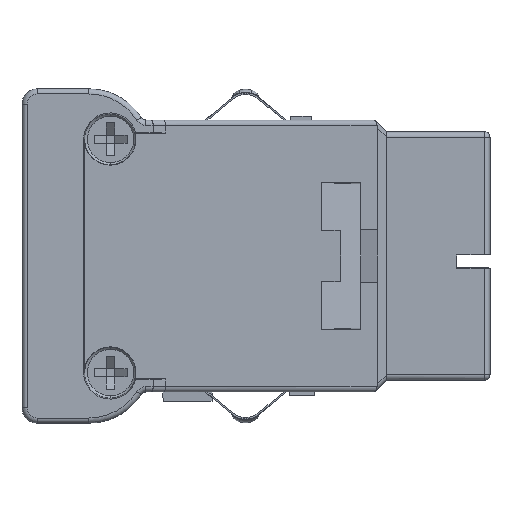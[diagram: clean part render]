
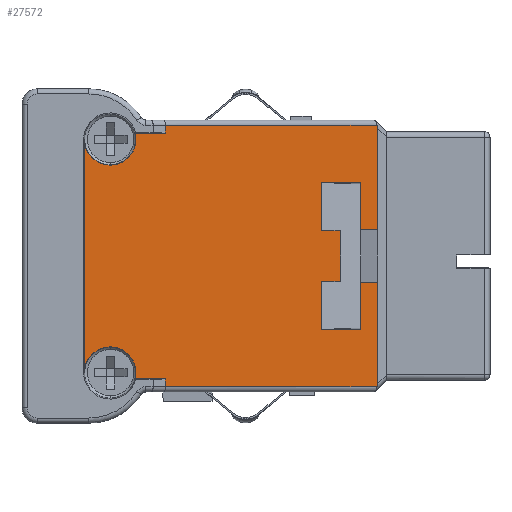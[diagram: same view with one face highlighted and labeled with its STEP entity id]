
A CAD part, left-side view. The second image highlights one B-rep face of the part: STEP entity #27572.
In plain terms, the highlighted planar face has unit normal (-1, 0, 0).
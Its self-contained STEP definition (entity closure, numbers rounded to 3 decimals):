
#6257=CARTESIAN_POINT('',(-5.65,15.74,-12.825));
#6258=CARTESIAN_POINT('',(-5.65,15.709,
-12.729));
#6259=CARTESIAN_POINT('',(-5.65,15.69,-12.631));
#6260=CARTESIAN_POINT('',(-5.65,15.69,-12.53));
#6284=DIRECTION('',(0.,-1.,0.));
#6285=VECTOR('',#6284,20.5);
#6286=CARTESIAN_POINT('',(-5.65,36.24,-12.825));
#6287=LINE('',#6286,#6285);
#6470=DIRECTION('',(0.,0.,1.));
#6471=VECTOR('',#6470,22.6);
#6472=CARTESIAN_POINT('',(-5.65,44.1,-11.45));
#6473=LINE('',#6472,#6471);
#6477=CARTESIAN_POINT('',(-5.65,41.6,11.15));
#6478=DIRECTION('',(-1.,0.,0.));
#6479=DIRECTION('',(0.,1.,0.));
#6480=AXIS2_PLACEMENT_3D('',#6477,#6478,#6479);
#6485=CARTESIAN_POINT('',(-5.65,41.6,11.15));
#6486=DIRECTION('',(-1.,0.,0.));
#6487=DIRECTION('',(0.,0.,-1.));
#6488=AXIS2_PLACEMENT_3D('',#6485,#6486,#6487);
#6493=DIRECTION('',(0.,1.,0.));
#6494=VECTOR('',#6493,1.65);
#6495=CARTESIAN_POINT('',(-5.65,15.69,2.411));
#6496=LINE('',#6495,#6494);
#6500=DIRECTION('',(0.,0.,1.));
#6501=VECTOR('',#6500,4.55);
#6502=CARTESIAN_POINT('',(-5.65,17.34,2.411));
#6503=LINE('',#6502,#6501);
#6507=DIRECTION('',(0.,1.,0.));
#6508=VECTOR('',#6507,3.8);
#6509=CARTESIAN_POINT('',(-5.65,17.34,6.961));
#6510=LINE('',#6509,#6508);
#6514=DIRECTION('',(0.,-1.,0.));
#6515=VECTOR('',#6514,3.8);
#6516=CARTESIAN_POINT('',(-5.65,21.14,-7.261));
#6517=LINE('',#6516,#6515);
#6521=DIRECTION('',(0.,0.,1.));
#6522=VECTOR('',#6521,4.55);
#6523=CARTESIAN_POINT('',(-5.65,17.34,-7.261));
#6524=LINE('',#6523,#6522);
#6528=CARTESIAN_POINT('',(-5.65,41.6,-11.45));
#6529=DIRECTION('',(-1.,0.,0.));
#6530=DIRECTION('',(0.,-0.971,-0.24));
#6531=AXIS2_PLACEMENT_3D('',#6528,#6529,#6530);
#6536=CARTESIAN_POINT('',(-5.65,41.6,-11.45));
#6537=DIRECTION('',(-1.,0.,0.));
#6538=DIRECTION('',(0.,0.,1.));
#6539=AXIS2_PLACEMENT_3D('',#6536,#6537,#6538);
#10671=DIRECTION('',(0.,0.,1.));
#10672=VECTOR('',#10671,9.819);
#10673=CARTESIAN_POINT('',(-5.65,15.69,-12.53));
#10674=LINE('',#10673,#10672);
#10685=DIRECTION('',(0.,0.,1.));
#10686=VECTOR('',#10685,9.819);
#10687=CARTESIAN_POINT('',(-5.65,15.69,2.411));
#10688=LINE('',#10687,#10686);
#10762=DIRECTION('',(0.,0.,1.));
#10763=VECTOR('',#10762,4.672);
#10764=CARTESIAN_POINT('',(-5.65,21.14,2.289));
#10765=LINE('',#10764,#10763);
#10783=DIRECTION('',(0.,0.,1.));
#10784=VECTOR('',#10783,4.672);
#10785=CARTESIAN_POINT('',(-5.65,21.14,-7.261));
#10786=LINE('',#10785,#10784);
#10790=DIRECTION('',(0.,-1.,0.));
#10791=VECTOR('',#10790,1.839);
#10792=CARTESIAN_POINT('',(-5.65,21.14,-2.589));
#10793=LINE('',#10792,#10791);
#10811=DIRECTION('',(0.,0.,1.));
#10812=VECTOR('',#10811,4.878);
#10813=CARTESIAN_POINT('',(-5.65,19.301,
-2.589));
#10814=LINE('',#10813,#10812);
#10832=DIRECTION('',(0.,1.,0.));
#10833=VECTOR('',#10832,1.839);
#10834=CARTESIAN_POINT('',(-5.65,19.301,
2.289));
#10835=LINE('',#10834,#10833);
#10846=DIRECTION('',(0.,1.,0.));
#10847=VECTOR('',#10846,1.65);
#10848=CARTESIAN_POINT('',(-5.65,15.69,-2.711));
#10849=LINE('',#10848,#10847);
#10853=CARTESIAN_POINT('',(-5.65,15.69,12.23));
#10854=CARTESIAN_POINT('',(-5.65,15.69,12.331));
#10855=CARTESIAN_POINT('',(-5.65,15.709,
12.429));
#10856=CARTESIAN_POINT('',(-5.65,15.74,12.525));
#10873=DIRECTION('',(0.,1.,0.));
#10874=VECTOR('',#10873,20.5);
#10875=CARTESIAN_POINT('',(-5.65,15.74,12.525));
#10876=LINE('',#10875,#10874);
#10925=DIRECTION('',(0.,0.,-1.));
#10926=VECTOR('',#10925,0.775);
#10927=CARTESIAN_POINT('',(-5.65,36.24,12.525));
#10928=LINE('',#10927,#10926);
#10953=DIRECTION('',(0.,1.,0.));
#10954=VECTOR('',#10953,2.933);
#10955=CARTESIAN_POINT('',(-5.65,36.24,11.75));
#10956=LINE('',#10955,#10954);
#15167=DIRECTION('',(0.,-1.,0.));
#15168=VECTOR('',#15167,2.933);
#15169=CARTESIAN_POINT('',(-5.65,39.173,-12.05));
#15170=LINE('',#15169,#15168);
#15195=DIRECTION('',(0.,0.,-1.));
#15196=VECTOR('',#15195,0.775);
#15197=CARTESIAN_POINT('',(-5.65,36.24,-12.05));
#15198=LINE('',#15197,#15196);
#19559=CARTESIAN_POINT('',(-5.65,36.24,-12.825));
#19560=VERTEX_POINT('',#19559);
#19603=CARTESIAN_POINT('',(-5.65,44.1,11.15));
#19604=CARTESIAN_POINT('',(-5.65,41.6,8.65));
#19605=VERTEX_POINT('',#19603);
#19606=VERTEX_POINT('',#19604);
#19611=CARTESIAN_POINT('',(-5.65,44.1,-11.45));
#19612=VERTEX_POINT('',#19611);
#19613=CARTESIAN_POINT('',(-5.65,39.173,11.75));
#19614=VERTEX_POINT('',#19613);
#19615=CARTESIAN_POINT('',(-5.65,36.24,11.75));
#19616=VERTEX_POINT('',#19615);
#19617=CARTESIAN_POINT('',(-5.65,36.24,12.525));
#19618=VERTEX_POINT('',#19617);
#19619=CARTESIAN_POINT('',(-5.65,15.74,12.525));
#19620=VERTEX_POINT('',#19619);
#19621=VERTEX_POINT('',#10853);
#19622=CARTESIAN_POINT('',(-5.65,15.69,2.411));
#19623=VERTEX_POINT('',#19622);
#19624=CARTESIAN_POINT('',(-5.65,17.34,2.411));
#19625=VERTEX_POINT('',#19624);
#19626=CARTESIAN_POINT('',(-5.65,17.34,6.961));
#19627=VERTEX_POINT('',#19626);
#19628=CARTESIAN_POINT('',(-5.65,21.14,6.961));
#19629=VERTEX_POINT('',#19628);
#19630=CARTESIAN_POINT('',(-5.65,21.14,2.289));
#19631=VERTEX_POINT('',#19630);
#19632=CARTESIAN_POINT('',(-5.65,19.301,
2.289));
#19633=VERTEX_POINT('',#19632);
#19634=CARTESIAN_POINT('',(-5.65,19.301,
-2.589));
#19635=VERTEX_POINT('',#19634);
#19636=CARTESIAN_POINT('',(-5.65,21.14,-2.589));
#19637=VERTEX_POINT('',#19636);
#19638=CARTESIAN_POINT('',(-5.65,21.14,-7.261));
#19639=VERTEX_POINT('',#19638);
#19640=CARTESIAN_POINT('',(-5.65,17.34,-7.261));
#19641=VERTEX_POINT('',#19640);
#19642=CARTESIAN_POINT('',(-5.65,17.34,-2.711));
#19643=VERTEX_POINT('',#19642);
#19644=CARTESIAN_POINT('',(-5.65,15.69,-2.711));
#19645=VERTEX_POINT('',#19644);
#19646=CARTESIAN_POINT('',(-5.65,15.69,-12.53));
#19647=VERTEX_POINT('',#19646);
#19648=VERTEX_POINT('',#6257);
#19649=CARTESIAN_POINT('',(-5.65,36.24,-12.05));
#19650=VERTEX_POINT('',#19649);
#19651=CARTESIAN_POINT('',(-5.65,39.173,-12.05));
#19652=VERTEX_POINT('',#19651);
#19653=CARTESIAN_POINT('',(-5.65,41.6,-8.95));
#19654=VERTEX_POINT('',#19653);
#27516=CARTESIAN_POINT('',(-5.65,52.505,17.77));
#27517=DIRECTION('',(-1.,0.,0.));
#27518=DIRECTION('',(0.,0.,-1.));
#27519=AXIS2_PLACEMENT_3D('',#27516,#27517,#27518);
#27520=PLANE('',#27519);
#27522=ORIENTED_EDGE('',*,*,#27521,.T.);
#27523=ORIENTED_EDGE('',*,*,#27495,.T.);
#27525=ORIENTED_EDGE('',*,*,#27524,.T.);
#27527=ORIENTED_EDGE('',*,*,#27526,.F.);
#27529=ORIENTED_EDGE('',*,*,#27528,.F.);
#27531=ORIENTED_EDGE('',*,*,#27530,.F.);
#27533=ORIENTED_EDGE('',*,*,#27532,.F.);
#27535=ORIENTED_EDGE('',*,*,#27534,.F.);
#27537=ORIENTED_EDGE('',*,*,#27536,.T.);
#27539=ORIENTED_EDGE('',*,*,#27538,.T.);
#27541=ORIENTED_EDGE('',*,*,#27540,.T.);
#27543=ORIENTED_EDGE('',*,*,#27542,.F.);
#27545=ORIENTED_EDGE('',*,*,#27544,.F.);
#27547=ORIENTED_EDGE('',*,*,#27546,.F.);
#27549=ORIENTED_EDGE('',*,*,#27548,.F.);
#27551=ORIENTED_EDGE('',*,*,#27550,.F.);
#27553=ORIENTED_EDGE('',*,*,#27552,.T.);
#27555=ORIENTED_EDGE('',*,*,#27554,.T.);
#27557=ORIENTED_EDGE('',*,*,#27556,.F.);
#27559=ORIENTED_EDGE('',*,*,#27558,.F.);
#27560=ORIENTED_EDGE('',*,*,#27334,.F.);
#27561=ORIENTED_EDGE('',*,*,#27357,.F.);
#27563=ORIENTED_EDGE('',*,*,#27562,.F.);
#27565=ORIENTED_EDGE('',*,*,#27564,.F.);
#27567=ORIENTED_EDGE('',*,*,#27566,.T.);
#27569=ORIENTED_EDGE('',*,*,#27568,.T.);
#27570=EDGE_LOOP('',(#27522,#27523,#27525,#27527,#27529,#27531,#27533,#27535,
#27537,#27539,#27541,#27543,#27545,#27547,#27549,#27551,#27553,#27555,#27557,
#27559,#27560,#27561,#27563,#27565,#27567,#27569));
#27571=FACE_OUTER_BOUND('',#27570,.F.);
#6261=B_SPLINE_CURVE_WITH_KNOTS('',3,(#6257,#6258,#6259,#6260),.UNSPECIFIED.,
.F.,.F.,(4,4),(0.,1.),.UNSPECIFIED.);
#6481=CIRCLE('',#6480,2.5);
#6489=CIRCLE('',#6488,2.5);
#6532=CIRCLE('',#6531,2.5);
#6540=CIRCLE('',#6539,2.5);
#10857=B_SPLINE_CURVE_WITH_KNOTS('',3,(#10853,#10854,#10855,#10856),
.UNSPECIFIED.,.F.,.F.,(4,4),(0.,1.),.UNSPECIFIED.);
#27334=EDGE_CURVE('',#19648,#19647,#6261,.T.);
#27357=EDGE_CURVE('',#19560,#19648,#6287,.T.);
#27495=EDGE_CURVE('',#19605,#19606,#6481,.T.);
#27521=EDGE_CURVE('',#19612,#19605,#6473,.T.);
#27524=EDGE_CURVE('',#19606,#19614,#6489,.T.);
#27526=EDGE_CURVE('',#19616,#19614,#10956,.T.);
#27528=EDGE_CURVE('',#19618,#19616,#10928,.T.);
#27530=EDGE_CURVE('',#19620,#19618,#10876,.T.);
#27532=EDGE_CURVE('',#19621,#19620,#10857,.T.);
#27534=EDGE_CURVE('',#19623,#19621,#10688,.T.);
#27536=EDGE_CURVE('',#19623,#19625,#6496,.T.);
#27538=EDGE_CURVE('',#19625,#19627,#6503,.T.);
#27540=EDGE_CURVE('',#19627,#19629,#6510,.T.);
#27542=EDGE_CURVE('',#19631,#19629,#10765,.T.);
#27544=EDGE_CURVE('',#19633,#19631,#10835,.T.);
#27546=EDGE_CURVE('',#19635,#19633,#10814,.T.);
#27548=EDGE_CURVE('',#19637,#19635,#10793,.T.);
#27550=EDGE_CURVE('',#19639,#19637,#10786,.T.);
#27552=EDGE_CURVE('',#19639,#19641,#6517,.T.);
#27554=EDGE_CURVE('',#19641,#19643,#6524,.T.);
#27556=EDGE_CURVE('',#19645,#19643,#10849,.T.);
#27558=EDGE_CURVE('',#19647,#19645,#10674,.T.);
#27562=EDGE_CURVE('',#19650,#19560,#15198,.T.);
#27564=EDGE_CURVE('',#19652,#19650,#15170,.T.);
#27566=EDGE_CURVE('',#19652,#19654,#6532,.T.);
#27568=EDGE_CURVE('',#19654,#19612,#6540,.T.);
#27572=ADVANCED_FACE('',(#27571),#27520,.T.);
